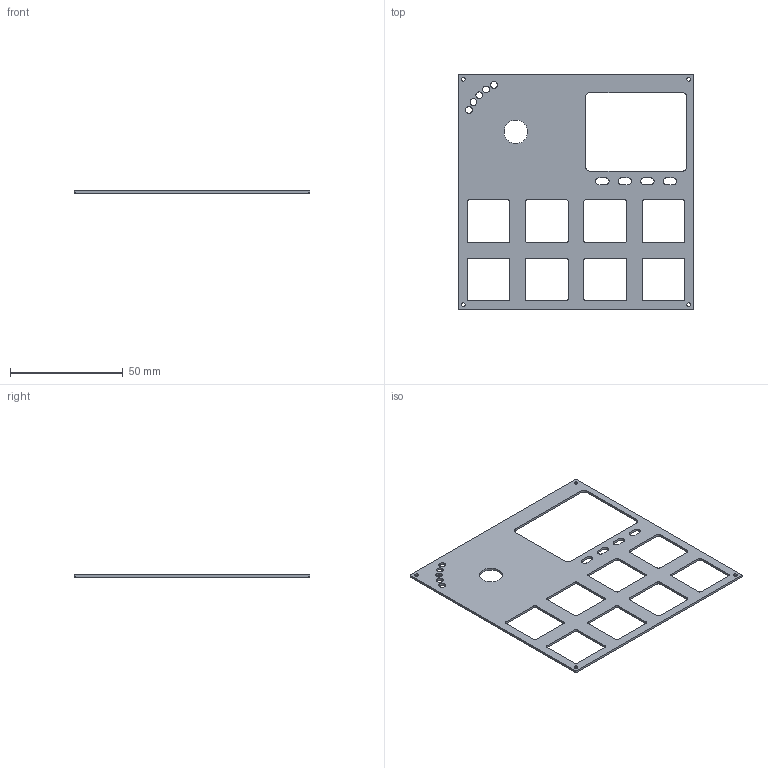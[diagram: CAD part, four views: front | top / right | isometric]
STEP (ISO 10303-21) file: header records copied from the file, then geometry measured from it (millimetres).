
FILE_DESCRIPTION(('KiCad electronic assembly'),'2;1');
FILE_NAME('PCBA-VSN1R-FRONTPANEL-3D.step','2024-12-29T15:14:39',( 'Pcbnew'),('Kicad'),'Open CASCADE STEP processor 7.6', 'KiCad to STEP converter','Unknown');
FILE_SCHEMA(('AUTOMOTIVE_DESIGN { 1 0 10303 214 1 1 1 1 }'));
Length unit declared in the file: millimetre
Products named in the file (2): PCBA-VSN1R-FRONTPANEL-3D 1; PCBA-VSN1R-FRONTPANEL_PCB
Assembly tree (1 placements, depth 2):
  PCBA-VSN1R-FRONTPANEL-3D 1
    PCBA-VSN1R-FRONTPANEL_PCB
Bounding box: 104.35 x 104.35 x 1 mm (x, y, z)
Volume: 6249.3 mm3; surface area: 13829.5 mm2
Topology: 1 solids, 1 shells, 116 faces, 342 edges, 228 vertices
Faces by surface type: cylinder 66, plane 50
Full cylindrical faces by diameter (mm): 1.75 x4, 3 x5, 10.5 x1
Entity records: 4047 total; most frequent: DIRECTION 710, CARTESIAN_POINT 688, ORIENTED_EDGE 684, EDGE_CURVE 342, AXIS2_PLACEMENT_3D 250, VERTEX_POINT 228, LINE 210, VECTOR 210
